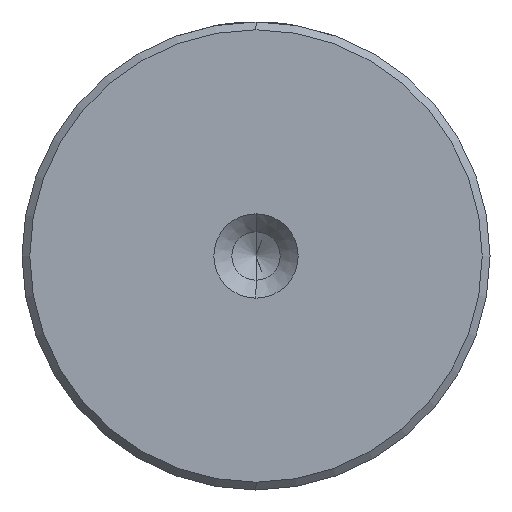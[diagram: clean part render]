
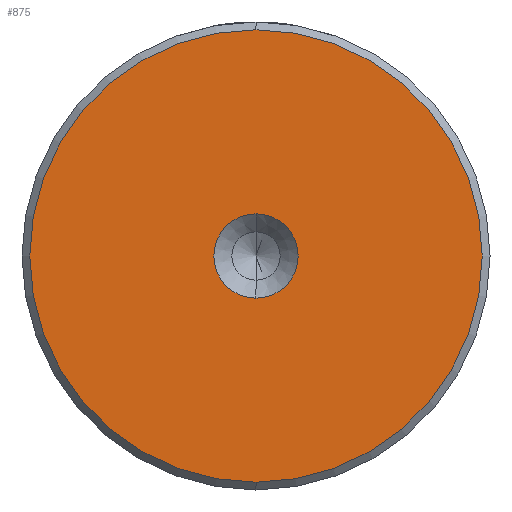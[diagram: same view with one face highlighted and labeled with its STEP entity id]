
A CAD part, left-side view. The second image highlights one B-rep face of the part: STEP entity #875.
In plain terms, the highlighted planar face has unit normal (-1, 0, 0).
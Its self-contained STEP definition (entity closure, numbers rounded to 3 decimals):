
#86 = VERTEX_POINT ( 'NONE', #1607 ) ;
#153 = DIRECTION ( 'NONE',  ( -1., 0., 0. ) ) ;
#157 = ORIENTED_EDGE ( 'NONE', *, *, #687, .T. ) ;
#178 = DIRECTION ( 'NONE',  ( 0., 0., 1. ) ) ;
#189 = DIRECTION ( 'NONE',  ( -1., 0., 0. ) ) ;
#200 = DIRECTION ( 'NONE',  ( -1., 0., 0. ) ) ;
#211 = CARTESIAN_POINT ( 'NONE',  ( 0., 0., 0. ) ) ;
#230 = VERTEX_POINT ( 'NONE', #940 ) ;
#236 = EDGE_LOOP ( 'NONE', ( #417, #918 ) ) ;
#340 = CARTESIAN_POINT ( 'NONE',  ( 0., 0., 0. ) ) ;
#361 = DIRECTION ( 'NONE',  ( 0., 0., 1. ) ) ;
#383 = PLANE ( 'NONE',  #2059 ) ;
#417 = ORIENTED_EDGE ( 'NONE', *, *, #1967, .F. ) ;
#565 = EDGE_CURVE ( 'NONE', #1518, #230, #783, .T. ) ;
#620 = CIRCLE ( 'NONE', #1435, 2.7 ) ;
#637 = VERTEX_POINT ( 'NONE', #1475 ) ;
#658 = CARTESIAN_POINT ( 'NONE',  ( 0., 0., 0. ) ) ;
#687 = EDGE_CURVE ( 'NONE', #230, #1518, #1842, .T. ) ;
#783 = CIRCLE ( 'NONE', #2149, 14.5 ) ;
#847 = DIRECTION ( 'NONE',  ( 0., 0., 1. ) ) ;
#875 = ADVANCED_FACE ( 'NONE', ( #1979, #981 ), #383, .T. ) ;
#918 = ORIENTED_EDGE ( 'NONE', *, *, #1635, .F. ) ;
#940 = CARTESIAN_POINT ( 'NONE',  ( 0., 0., -14.5 ) ) ;
#981 = FACE_BOUND ( 'NONE', #236, .T. ) ;
#1109 = AXIS2_PLACEMENT_3D ( 'NONE', #211, #200, #361 ) ;
#1238 = EDGE_LOOP ( 'NONE', ( #157, #1760 ) ) ;
#1321 = CARTESIAN_POINT ( 'NONE',  ( 0., 0., 0. ) ) ;
#1407 = DIRECTION ( 'NONE',  ( 0., 0., 1. ) ) ;
#1413 = DIRECTION ( 'NONE',  ( -1., 0., 0. ) ) ;
#1435 = AXIS2_PLACEMENT_3D ( 'NONE', #658, #1985, #847 ) ;
#1475 = CARTESIAN_POINT ( 'NONE',  ( 0., 0., 2.7 ) ) ;
#1505 = DIRECTION ( 'NONE',  ( 0., 0., 1. ) ) ;
#1518 = VERTEX_POINT ( 'NONE', #2314 ) ;
#1574 = CARTESIAN_POINT ( 'NONE',  ( 0., 0., 0. ) ) ;
#1607 = CARTESIAN_POINT ( 'NONE',  ( 0., 0., -2.7 ) ) ;
#1635 = EDGE_CURVE ( 'NONE', #86, #637, #620, .T. ) ;
#1760 = ORIENTED_EDGE ( 'NONE', *, *, #565, .T. ) ;
#1842 = CIRCLE ( 'NONE', #1109, 14.5 ) ;
#1889 = AXIS2_PLACEMENT_3D ( 'NONE', #1321, #153, #1505 ) ;
#1930 = CIRCLE ( 'NONE', #1889, 2.7 ) ;
#1967 = EDGE_CURVE ( 'NONE', #637, #86, #1930, .T. ) ;
#1979 = FACE_OUTER_BOUND ( 'NONE', #1238, .T. ) ;
#1985 = DIRECTION ( 'NONE',  ( -1., 0., 0. ) ) ;
#2059 = AXIS2_PLACEMENT_3D ( 'NONE', #340, #189, #178 ) ;
#2149 = AXIS2_PLACEMENT_3D ( 'NONE', #1574, #1413, #1407 ) ;
#2314 = CARTESIAN_POINT ( 'NONE',  ( 0., 0., 14.5 ) ) ;
